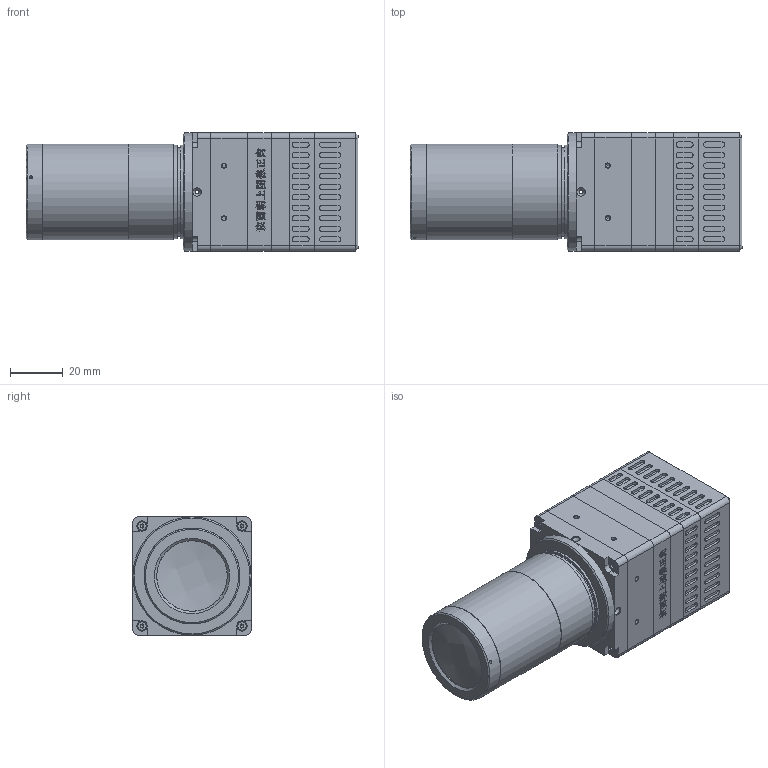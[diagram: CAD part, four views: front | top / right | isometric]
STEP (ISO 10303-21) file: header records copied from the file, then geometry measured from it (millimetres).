
FILE_DESCRIPTION (( 'STEP AP203' ), '1' );
FILE_NAME ('680135.STEP', '2024-11-21T01:12:20', ( 'Windows User' ), ( 'P R C' ), 'SwSTEP 2.0', 'SolidWorks 2020', '' );
FILE_SCHEMA (( 'CONFIG_CONTROL_DESIGN' ));
Products named in the file (1): 680135
Bounding box: 126.26 x 45 x 45 mm (x, y, z)
Surface area: 88084.7 mm2 (no closed solid volume)
Topology: 0 solids, 76 shells, 3008 faces, 7818 edges, 5226 vertices
Faces by surface type: plane 1967, cylinder 908, cone 88, bspline 45
Full cylindrical faces by diameter (mm): 0.46 x36, 0.65 x10, 0.7 x41, 0.74 x4, 0.8 x6, 1 x5, 1.1 x4, 1.2 x3, 1.25 x8, 1.4 x2, 1.5 x5, 1.55 x4, 1.6 x27, 1.7 x6, 1.8 x10, 2 x29, 2.2 x32, 2.406 x1, 2.408 x2, 2.434 x1, 2.5 x2, 3 x4, 3.2 x6, 3.5 x8, 3.6 x8, 4 x8, 6.4 x1, 9 x1, 10.26 x1, 12.381 x1
Entity records: 93566 total; most frequent: CARTESIAN_POINT 22141, ORIENTED_EDGE 14553, DIRECTION 13801, EDGE_CURVE 7316, VERTEX_POINT 5123, VECTOR 4981, LINE 4981, AXIS2_PLACEMENT_3D 4410
